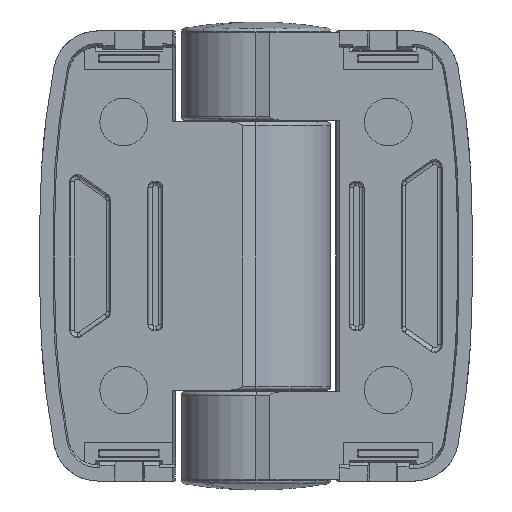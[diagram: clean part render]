
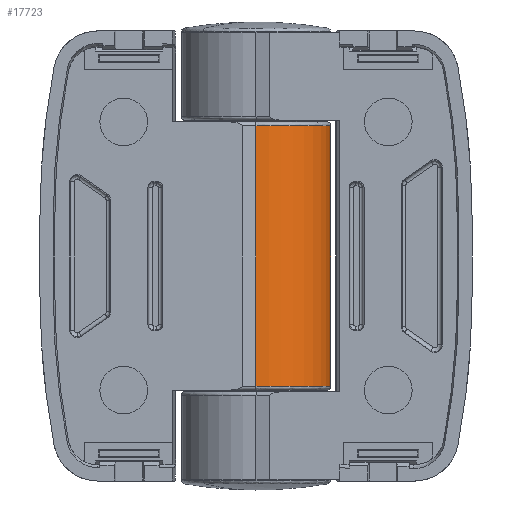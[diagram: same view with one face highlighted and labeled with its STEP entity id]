
A CAD part, front view. The second image highlights one B-rep face of the part: STEP entity #17723.
In plain terms, the highlighted cylindrical face has radius 10 mm (diameter 20 mm), a partial arc.
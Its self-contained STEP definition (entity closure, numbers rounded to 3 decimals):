
#255 = CARTESIAN_POINT ( 'NONE',  ( -10., -0.051, 17.5 ) ) ;
#854 = B_SPLINE_CURVE_WITH_KNOTS ( 'NONE', 3,
 ( #59759, #50027, #45309, #16170, #50222 ),
 .UNSPECIFIED., .F., .F.,
 ( 4, 1, 4 ),
 ( 0., 0.5, 1. ),
 .UNSPECIFIED. ) ;
#1339 = CARTESIAN_POINT ( 'NONE',  ( 0., 0., 17.5 ) ) ;
#2207 = CARTESIAN_POINT ( 'NONE',  ( 10., 0., -17.5 ) ) ;
#2461 = AXIS2_PLACEMENT_3D ( 'NONE', #1339, #43891, #17114 ) ;
#3444 = DIRECTION ( 'NONE',  ( 0., -1., 0. ) ) ;
#3597 = VERTEX_POINT ( 'NONE', #255 ) ;
#3842 = EDGE_CURVE ( 'NONE', #7178, #23518, #50595, .T. ) ;
#3970 = CIRCLE ( 'NONE', #16712, 10. ) ;
#4213 = DIRECTION ( 'NONE',  ( 0., 0., -1. ) ) ;
#4260 = EDGE_CURVE ( 'NONE', #23518, #10654, #45892, .T. ) ;
#6152 = CIRCLE ( 'NONE', #23689, 10. ) ;
#6799 = VERTEX_POINT ( 'NONE', #53868 ) ;
#7178 = VERTEX_POINT ( 'NONE', #58151 ) ;
#8603 = CARTESIAN_POINT ( 'NONE',  ( 0., 0., -17.5 ) ) ;
#8701 = ORIENTED_EDGE ( 'NONE', *, *, #62499, .T. ) ;
#9487 = AXIS2_PLACEMENT_3D ( 'NONE', #61679, #32523, #3444 ) ;
#9745 = B_SPLINE_CURVE_WITH_KNOTS ( 'NONE', 3,
 ( #13937, #43014, #18799, #52855 ),
 .UNSPECIFIED., .F., .F.,
 ( 4, 4 ),
 ( 0., 1. ),
 .UNSPECIFIED. ) ;
#10654 = VERTEX_POINT ( 'NONE', #56904 ) ;
#11056 = ORIENTED_EDGE ( 'NONE', *, *, #30000, .T. ) ;
#11810 = DIRECTION ( 'NONE',  ( 0., 0., 1. ) ) ;
#12060 = EDGE_CURVE ( 'NONE', #32148, #54345, #3970, .T. ) ;
#12143 = ORIENTED_EDGE ( 'NONE', *, *, #3842, .T. ) ;
#13423 = ORIENTED_EDGE ( 'NONE', *, *, #34811, .T. ) ;
#13477 = DIRECTION ( 'NONE',  ( 0., -1., 0. ) ) ;
#13937 = CARTESIAN_POINT ( 'NONE',  ( -10., -0.051, -17.5 ) ) ;
#14283 = B_SPLINE_CURVE_WITH_KNOTS ( 'NONE', 3,
 ( #23282, #52430, #62174, #33029 ),
 .UNSPECIFIED., .F., .F.,
 ( 4, 4 ),
 ( 0., 1. ),
 .UNSPECIFIED. ) ;
#14878 = CARTESIAN_POINT ( 'NONE',  ( 0., -10., -30. ) ) ;
#15261 = CARTESIAN_POINT ( 'NONE',  ( -10., 0., -16.556 ) ) ;
#16170 = CARTESIAN_POINT ( 'NONE',  ( -10., 0.291, 11.037 ) ) ;
#16712 = AXIS2_PLACEMENT_3D ( 'NONE', #56278, #27097, #61163 ) ;
#17114 = DIRECTION ( 'NONE',  ( 0., -1., 0. ) ) ;
#17606 = CARTESIAN_POINT ( 'NONE',  ( 0., 0., -30. ) ) ;
#17723 = ADVANCED_FACE ( 'NONE', ( #49561 ), #28968, .T. ) ;
#17825 = DIRECTION ( 'NONE',  ( 0., 0., 1. ) ) ;
#18799 = CARTESIAN_POINT ( 'NONE',  ( -10., -0.017, -16.871 ) ) ;
#20385 = AXIS2_PLACEMENT_3D ( 'NONE', #17606, #17825, #40076 ) ;
#22662 = EDGE_CURVE ( 'NONE', #6799, #3597, #14283, .T. ) ;
#23282 = CARTESIAN_POINT ( 'NONE',  ( -10., 0., 16.556 ) ) ;
#23518 = VERTEX_POINT ( 'NONE', #31653 ) ;
#23689 = AXIS2_PLACEMENT_3D ( 'NONE', #8603, #42545, #13477 ) ;
#27097 = DIRECTION ( 'NONE',  ( 0., 0., 1. ) ) ;
#27698 = ORIENTED_EDGE ( 'NONE', *, *, #58909, .T. ) ;
#28068 = EDGE_CURVE ( 'NONE', #52862, #6799, #854, .T. ) ;
#28293 = EDGE_CURVE ( 'NONE', #50132, #7178, #28294, .T. ) ;
#28294 = CIRCLE ( 'NONE', #36766, 10. ) ;
#28968 = CYLINDRICAL_SURFACE ( 'NONE', #20385, 10. ) ;
#30000 = EDGE_CURVE ( 'NONE', #3597, #50132, #58321, .T. ) ;
#31653 = CARTESIAN_POINT ( 'NONE',  ( 0., -10., 17.5 ) ) ;
#32148 = VERTEX_POINT ( 'NONE', #56288 ) ;
#32523 = DIRECTION ( 'NONE',  ( 0., 0., -1. ) ) ;
#32751 = CARTESIAN_POINT ( 'NONE',  ( -10., 0., 17.5 ) ) ;
#33029 = CARTESIAN_POINT ( 'NONE',  ( -10., -0.051, 17.5 ) ) ;
#33308 = CARTESIAN_POINT ( 'NONE',  ( 0., 0., 17.5 ) ) ;
#34811 = EDGE_CURVE ( 'NONE', #10654, #36863, #6152, .T. ) ;
#35686 = ORIENTED_EDGE ( 'NONE', *, *, #28293, .T. ) ;
#36766 = AXIS2_PLACEMENT_3D ( 'NONE', #33308, #4213, #38228 ) ;
#36863 = VERTEX_POINT ( 'NONE', #2207 ) ;
#38228 = DIRECTION ( 'NONE',  ( 0., -1., 0. ) ) ;
#40076 = DIRECTION ( 'NONE',  ( 0., -1., 0. ) ) ;
#40856 = CARTESIAN_POINT ( 'NONE',  ( 0., 0., -17.5 ) ) ;
#41717 = CARTESIAN_POINT ( 'NONE',  ( -10., -0.051, -17.5 ) ) ;
#42545 = DIRECTION ( 'NONE',  ( 0., 0., 1. ) ) ;
#43007 = ORIENTED_EDGE ( 'NONE', *, *, #28068, .T. ) ;
#43014 = CARTESIAN_POINT ( 'NONE',  ( -10., -0.034, -17.185 ) ) ;
#43891 = DIRECTION ( 'NONE',  ( 0., 0., -1. ) ) ;
#44303 = VECTOR ( 'NONE', #54744, 1000. ) ;
#45309 = CARTESIAN_POINT ( 'NONE',  ( -9.981, 0.582, 0. ) ) ;
#45808 = DIRECTION ( 'NONE',  ( 0., -1., 0. ) ) ;
#45892 = LINE ( 'NONE', #14878, #44303 ) ;
#49066 = ORIENTED_EDGE ( 'NONE', *, *, #12060, .T. ) ;
#49380 = AXIS2_PLACEMENT_3D ( 'NONE', #40856, #11810, #45808 ) ;
#49561 = FACE_OUTER_BOUND ( 'NONE', #60985, .T. ) ;
#50027 = CARTESIAN_POINT ( 'NONE',  ( -10., 0.291, -11.037 ) ) ;
#50132 = VERTEX_POINT ( 'NONE', #32751 ) ;
#50222 = CARTESIAN_POINT ( 'NONE',  ( -10., 0., 16.556 ) ) ;
#50595 = CIRCLE ( 'NONE', #2461, 10. ) ;
#51286 = ORIENTED_EDGE ( 'NONE', *, *, #22662, .T. ) ;
#52430 = CARTESIAN_POINT ( 'NONE',  ( -10., -0.017, 16.871 ) ) ;
#52464 = CIRCLE ( 'NONE', #49380, 10. ) ;
#52855 = CARTESIAN_POINT ( 'NONE',  ( -10., 0., -16.556 ) ) ;
#52862 = VERTEX_POINT ( 'NONE', #15261 ) ;
#53313 = ORIENTED_EDGE ( 'NONE', *, *, #4260, .T. ) ;
#53868 = CARTESIAN_POINT ( 'NONE',  ( -10., 0., 16.556 ) ) ;
#54345 = VERTEX_POINT ( 'NONE', #41717 ) ;
#54744 = DIRECTION ( 'NONE',  ( 0., 0., -1. ) ) ;
#56278 = CARTESIAN_POINT ( 'NONE',  ( 0., 0., -17.5 ) ) ;
#56288 = CARTESIAN_POINT ( 'NONE',  ( -10., 0., -17.5 ) ) ;
#56904 = CARTESIAN_POINT ( 'NONE',  ( 0., -10., -17.5 ) ) ;
#58151 = CARTESIAN_POINT ( 'NONE',  ( 10., 0., 17.5 ) ) ;
#58321 = CIRCLE ( 'NONE', #9487, 10. ) ;
#58909 = EDGE_CURVE ( 'NONE', #54345, #52862, #9745, .T. ) ;
#59759 = CARTESIAN_POINT ( 'NONE',  ( -10., 0., -16.556 ) ) ;
#60985 = EDGE_LOOP ( 'NONE', ( #11056, #35686, #12143, #53313, #13423, #8701, #49066, #27698, #43007, #51286 ) ) ;
#61163 = DIRECTION ( 'NONE',  ( 0., -1., 0. ) ) ;
#61679 = CARTESIAN_POINT ( 'NONE',  ( 0., 0., 17.5 ) ) ;
#62174 = CARTESIAN_POINT ( 'NONE',  ( -10., -0.034, 17.185 ) ) ;
#62499 = EDGE_CURVE ( 'NONE', #36863, #32148, #52464, .T. ) ;
